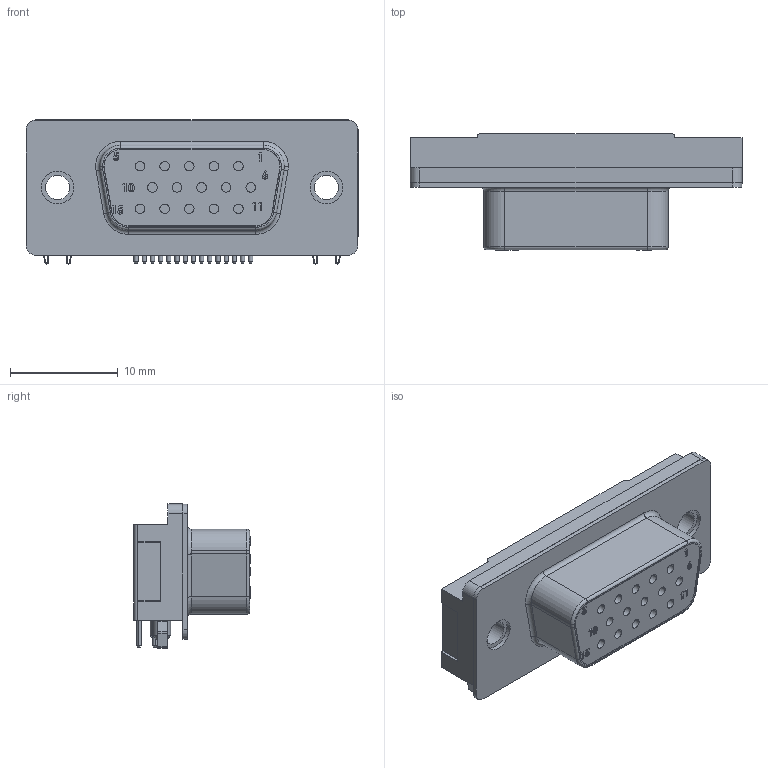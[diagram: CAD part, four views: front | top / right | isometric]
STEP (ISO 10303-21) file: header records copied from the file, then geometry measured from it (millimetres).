
FILE_DESCRIPTION(('FreeCAD Model'),'2;1');
FILE_NAME('200-015-213L001.step', '2020-03-23T02:20:05',('kicad StepUp'),('ksu MCAD'), 'Open CASCADE STEP processor 7.3','FreeCAD','Unknown');
FILE_SCHEMA(('AUTOMOTIVE_DESIGN { 1 0 10303 214 1 1 1 1 }'));
Length unit declared in the file: millimetre
Products named in the file (1): 200-015-213L001
Bounding box: 30.86 x 10.82 x 13.39 mm (x, y, z)
Volume: 2070.5 mm3; surface area: 2465.7 mm2
Topology: 1 solids, 1 shells, 410 faces, 1041 edges, 681 vertices
Faces by surface type: plane 201, cylinder 131, cone 34, bspline 34, torus 10
Entity records: 17129 total; most frequent: CARTESIAN_POINT 4231, ORIENTED_EDGE 2082, DIRECTION 2070, EDGE_CURVE 1041, AXIS2_PLACEMENT_3D 720, VERTEX_POINT 681, LINE 630, VECTOR 630
